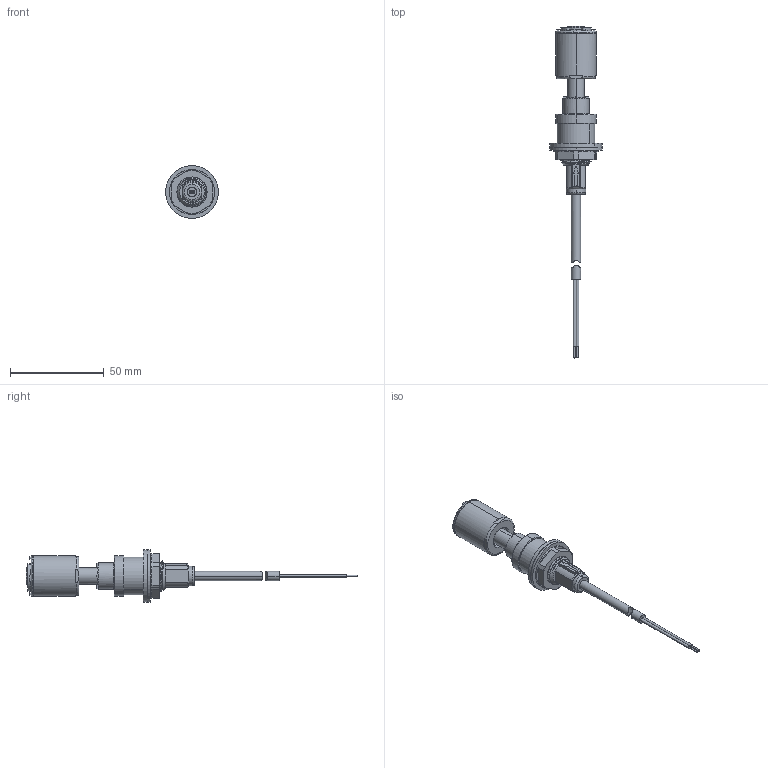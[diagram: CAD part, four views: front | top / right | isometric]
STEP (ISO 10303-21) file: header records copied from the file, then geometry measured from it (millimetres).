
FILE_DESCRIPTION (( 'STEP AP214' ), '1' );
FILE_NAME ('LE11.STEP', '2022-06-16T13:16:10', ( '' ), ( '' ), 'SwSTEP 2.0', 'SolidWorks 2022', '' );
FILE_SCHEMA (( 'AUTOMOTIVE_DESIGN' ));
Length unit declared in the file: millimetre
Products named in the file (11): 1VAN16081000; 1VRA28160000; 1L16 00 05 PP30_Coperchio Galleggiante_rev3; 1L130004HNBR; 2G1601LTPP30; LE11; Cavo 1PDA; 1LE01000PP30; 1L16 00 04 PP30_Corpo Galleggiante_rev4_PIENO; 1VDA16020000; 1STA 01 00 0000
Assembly tree (10 placements, depth 3):
  LE11
    1LE01000PP30
    1L130004HNBR
    2G1601LTPP30
      1L16 00 04 PP30_Corpo Galleggiante_rev4_PIENO
      1L16 00 05 PP30_Coperchio Galleggiante_rev3
    1VRA28160000
    1VDA16020000
    1VAN16081000
    1STA 01 00 0000
    Cavo 1PDA
Bounding box: 28 x 176.6 x 28 mm (x, y, z)
Volume: 20070.8 mm3; surface area: 17250.3 mm2
Topology: 10 solids, 10 shells, 335 faces, 815 edges, 525 vertices
Faces by surface type: cylinder 156, plane 114, torus 35, cone 23, bspline 7
Entity records: 13158 total; most frequent: CARTESIAN_POINT 4719, DIRECTION 1716, ORIENTED_EDGE 1626, EDGE_CURVE 813, AXIS2_PLACEMENT_3D 705, VERTEX_POINT 525, EDGE_LOOP 374, CIRCLE 363
